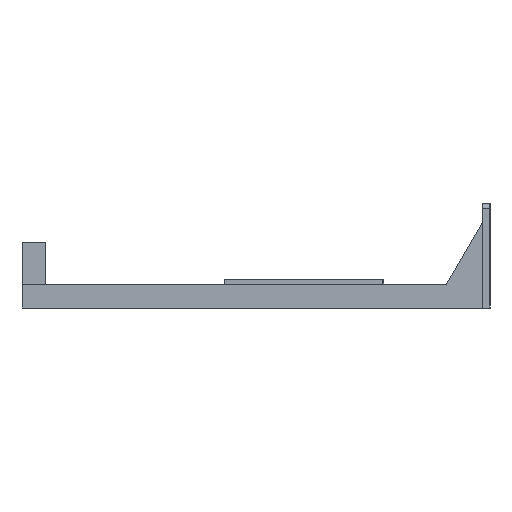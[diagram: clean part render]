
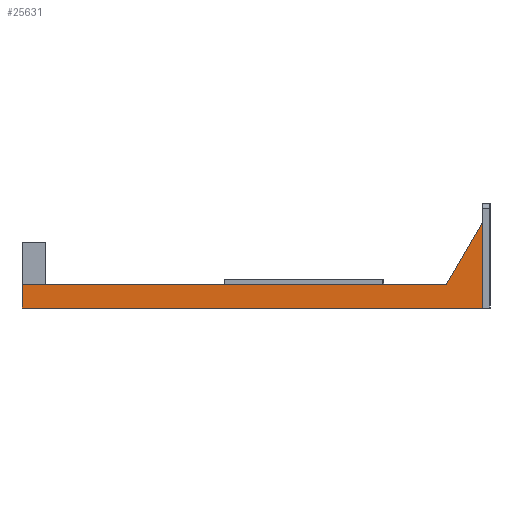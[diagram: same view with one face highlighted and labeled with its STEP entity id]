
A CAD part, left-side view. The second image highlights one B-rep face of the part: STEP entity #25631.
In plain terms, the highlighted planar face has unit normal (-1, 0, 0).
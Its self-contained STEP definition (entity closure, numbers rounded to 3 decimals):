
#251 = PLANE('',#252);
#252 = AXIS2_PLACEMENT_3D('',#253,#254,#255);
#253 = CARTESIAN_POINT('',(10.,119.25,0.));
#254 = DIRECTION('',(0.,0.,1.));
#255 = DIRECTION('',(1.,0.,0.));
#385 = PLANE('',#386);
#386 = AXIS2_PLACEMENT_3D('',#387,#388,#389);
#387 = CARTESIAN_POINT('',(224.5,3.2,0.));
#388 = DIRECTION('',(0.,1.,0.));
#389 = DIRECTION('',(-0.,-0.,-1.));
#8598 = VERTEX_POINT('',#8599);
#8599 = CARTESIAN_POINT('',(-1.6,200.,0.));
#8615 = PLANE('',#8616);
#8616 = AXIS2_PLACEMENT_3D('',#8617,#8618,#8619);
#8617 = CARTESIAN_POINT('',(173.,200.,25.));
#8618 = DIRECTION('',(0.,1.,0.));
#8619 = DIRECTION('',(0.,0.,1.));
#8627 = EDGE_CURVE('',#8628,#8598,#8630,.T.);
#8628 = VERTEX_POINT('',#8629);
#8629 = CARTESIAN_POINT('',(-1.6,3.2,0.));
#8630 = SURFACE_CURVE('',#8631,(#8635,#8642),.PCURVE_S1.);
#8631 = LINE('',#8632,#8633);
#8632 = CARTESIAN_POINT('',(-1.6,0.,0.));
#8633 = VECTOR('',#8634,1.);
#8634 = DIRECTION('',(0.,1.,0.));
#8635 = PCURVE('',#251,#8636);
#8636 = DEFINITIONAL_REPRESENTATION('',(#8637),#8641);
#8637 = LINE('',#8638,#8639);
#8638 = CARTESIAN_POINT('',(-11.6,-119.25));
#8639 = VECTOR('',#8640,1.);
#8640 = DIRECTION('',(0.,1.));
#8641 = ( GEOMETRIC_REPRESENTATION_CONTEXT(2) 
PARAMETRIC_REPRESENTATION_CONTEXT() REPRESENTATION_CONTEXT('2D SPACE',''
  ) );
#8642 = PCURVE('',#8643,#8648);
#8643 = PLANE('',#8644);
#8644 = AXIS2_PLACEMENT_3D('',#8645,#8646,#8647);
#8645 = CARTESIAN_POINT('',(-1.6,0.,0.));
#8646 = DIRECTION('',(1.,0.,0.));
#8647 = DIRECTION('',(0.,0.,1.));
#8648 = DEFINITIONAL_REPRESENTATION('',(#8649),#8653);
#8649 = LINE('',#8650,#8651);
#8650 = CARTESIAN_POINT('',(0.,0.));
#8651 = VECTOR('',#8652,1.);
#8652 = DIRECTION('',(0.,-1.));
#8653 = ( GEOMETRIC_REPRESENTATION_CONTEXT(2) 
PARAMETRIC_REPRESENTATION_CONTEXT() REPRESENTATION_CONTEXT('2D SPACE',''
  ) );
#15809 = EDGE_CURVE('',#15810,#8628,#15812,.T.);
#15810 = VERTEX_POINT('',#15811);
#15811 = CARTESIAN_POINT('',(-1.6,3.2,36.713));
#15812 = SURFACE_CURVE('',#15813,(#15817,#15824),.PCURVE_S1.);
#15813 = LINE('',#15814,#15815);
#15814 = CARTESIAN_POINT('',(-1.6,3.2,36.713));
#15815 = VECTOR('',#15816,1.);
#15816 = DIRECTION('',(0.,0.,-1.));
#15817 = PCURVE('',#385,#15818);
#15818 = DEFINITIONAL_REPRESENTATION('',(#15819),#15823);
#15819 = LINE('',#15820,#15821);
#15820 = CARTESIAN_POINT('',(-36.713,226.1));
#15821 = VECTOR('',#15822,1.);
#15822 = DIRECTION('',(1.,0.));
#15823 = ( GEOMETRIC_REPRESENTATION_CONTEXT(2) 
PARAMETRIC_REPRESENTATION_CONTEXT() REPRESENTATION_CONTEXT('2D SPACE',''
  ) );
#15824 = PCURVE('',#8643,#15825);
#15825 = DEFINITIONAL_REPRESENTATION('',(#15826),#15830);
#15826 = LINE('',#15827,#15828);
#15827 = CARTESIAN_POINT('',(36.713,-3.2));
#15828 = VECTOR('',#15829,1.);
#15829 = DIRECTION('',(-1.,0.));
#15830 = ( GEOMETRIC_REPRESENTATION_CONTEXT(2) 
PARAMETRIC_REPRESENTATION_CONTEXT() REPRESENTATION_CONTEXT('2D SPACE',''
  ) );
#15847 = PLANE('',#15848);
#15848 = AXIS2_PLACEMENT_3D('',#15849,#15850,#15851);
#15849 = CARTESIAN_POINT('',(0.,0.,42.225));
#15850 = DIRECTION('',(-0.,-0.865,-0.502));
#15851 = DIRECTION('',(0.,0.502,-0.865));
#16936 = PLANE('',#16937);
#16937 = AXIS2_PLACEMENT_3D('',#16938,#16939,#16940);
#16938 = CARTESIAN_POINT('',(195.,0.,10.));
#16939 = DIRECTION('',(0.,0.,1.));
#16940 = DIRECTION('',(1.,0.,0.));
#25557 = EDGE_CURVE('',#8598,#25558,#25560,.T.);
#25558 = VERTEX_POINT('',#25559);
#25559 = CARTESIAN_POINT('',(-1.6,200.,10.));
#25560 = SURFACE_CURVE('',#25561,(#25565,#25572),.PCURVE_S1.);
#25561 = LINE('',#25562,#25563);
#25562 = CARTESIAN_POINT('',(-1.6,200.,0.));
#25563 = VECTOR('',#25564,1.);
#25564 = DIRECTION('',(0.,0.,1.));
#25565 = PCURVE('',#8615,#25566);
#25566 = DEFINITIONAL_REPRESENTATION('',(#25567),#25571);
#25567 = LINE('',#25568,#25569);
#25568 = CARTESIAN_POINT('',(-25.,-174.6));
#25569 = VECTOR('',#25570,1.);
#25570 = DIRECTION('',(1.,0.));
#25571 = ( GEOMETRIC_REPRESENTATION_CONTEXT(2) 
PARAMETRIC_REPRESENTATION_CONTEXT() REPRESENTATION_CONTEXT('2D SPACE',''
  ) );
#25572 = PCURVE('',#8643,#25573);
#25573 = DEFINITIONAL_REPRESENTATION('',(#25574),#25578);
#25574 = LINE('',#25575,#25576);
#25575 = CARTESIAN_POINT('',(0.,-200.));
#25576 = VECTOR('',#25577,1.);
#25577 = DIRECTION('',(1.,0.));
#25578 = ( GEOMETRIC_REPRESENTATION_CONTEXT(2) 
PARAMETRIC_REPRESENTATION_CONTEXT() REPRESENTATION_CONTEXT('2D SPACE',''
  ) );
#25631 = ADVANCED_FACE('',(#25632),#8643,.F.);
#25632 = FACE_BOUND('',#25633,.F.);
#25633 = EDGE_LOOP('',(#25634,#25657,#25678,#25679,#25680));
#25634 = ORIENTED_EDGE('',*,*,#25635,.F.);
#25635 = EDGE_CURVE('',#25636,#25558,#25638,.T.);
#25636 = VERTEX_POINT('',#25637);
#25637 = CARTESIAN_POINT('',(-1.6,18.708,10.));
#25638 = SURFACE_CURVE('',#25639,(#25643,#25650),.PCURVE_S1.);
#25639 = LINE('',#25640,#25641);
#25640 = CARTESIAN_POINT('',(-1.6,0.,10.));
#25641 = VECTOR('',#25642,1.);
#25642 = DIRECTION('',(0.,1.,0.));
#25643 = PCURVE('',#8643,#25644);
#25644 = DEFINITIONAL_REPRESENTATION('',(#25645),#25649);
#25645 = LINE('',#25646,#25647);
#25646 = CARTESIAN_POINT('',(10.,0.));
#25647 = VECTOR('',#25648,1.);
#25648 = DIRECTION('',(0.,-1.));
#25649 = ( GEOMETRIC_REPRESENTATION_CONTEXT(2) 
PARAMETRIC_REPRESENTATION_CONTEXT() REPRESENTATION_CONTEXT('2D SPACE',''
  ) );
#25650 = PCURVE('',#16936,#25651);
#25651 = DEFINITIONAL_REPRESENTATION('',(#25652),#25656);
#25652 = LINE('',#25653,#25654);
#25653 = CARTESIAN_POINT('',(-196.6,0.));
#25654 = VECTOR('',#25655,1.);
#25655 = DIRECTION('',(0.,1.));
#25656 = ( GEOMETRIC_REPRESENTATION_CONTEXT(2) 
PARAMETRIC_REPRESENTATION_CONTEXT() REPRESENTATION_CONTEXT('2D SPACE',''
  ) );
#25657 = ORIENTED_EDGE('',*,*,#25658,.F.);
#25658 = EDGE_CURVE('',#15810,#25636,#25659,.T.);
#25659 = SURFACE_CURVE('',#25660,(#25664,#25671),.PCURVE_S1.);
#25660 = LINE('',#25661,#25662);
#25661 = CARTESIAN_POINT('',(-1.6,0.,42.225));
#25662 = VECTOR('',#25663,1.);
#25663 = DIRECTION('',(0.,0.502,-0.865));
#25664 = PCURVE('',#8643,#25665);
#25665 = DEFINITIONAL_REPRESENTATION('',(#25666),#25670);
#25666 = LINE('',#25667,#25668);
#25667 = CARTESIAN_POINT('',(42.225,0.));
#25668 = VECTOR('',#25669,1.);
#25669 = DIRECTION('',(-0.865,-0.502));
#25670 = ( GEOMETRIC_REPRESENTATION_CONTEXT(2) 
PARAMETRIC_REPRESENTATION_CONTEXT() REPRESENTATION_CONTEXT('2D SPACE',''
  ) );
#25671 = PCURVE('',#15847,#25672);
#25672 = DEFINITIONAL_REPRESENTATION('',(#25673),#25677);
#25673 = LINE('',#25674,#25675);
#25674 = CARTESIAN_POINT('',(0.,-1.6));
#25675 = VECTOR('',#25676,1.);
#25676 = DIRECTION('',(1.,0.));
#25677 = ( GEOMETRIC_REPRESENTATION_CONTEXT(2) 
PARAMETRIC_REPRESENTATION_CONTEXT() REPRESENTATION_CONTEXT('2D SPACE',''
  ) );
#25678 = ORIENTED_EDGE('',*,*,#15809,.T.);
#25679 = ORIENTED_EDGE('',*,*,#8627,.T.);
#25680 = ORIENTED_EDGE('',*,*,#25557,.T.);
